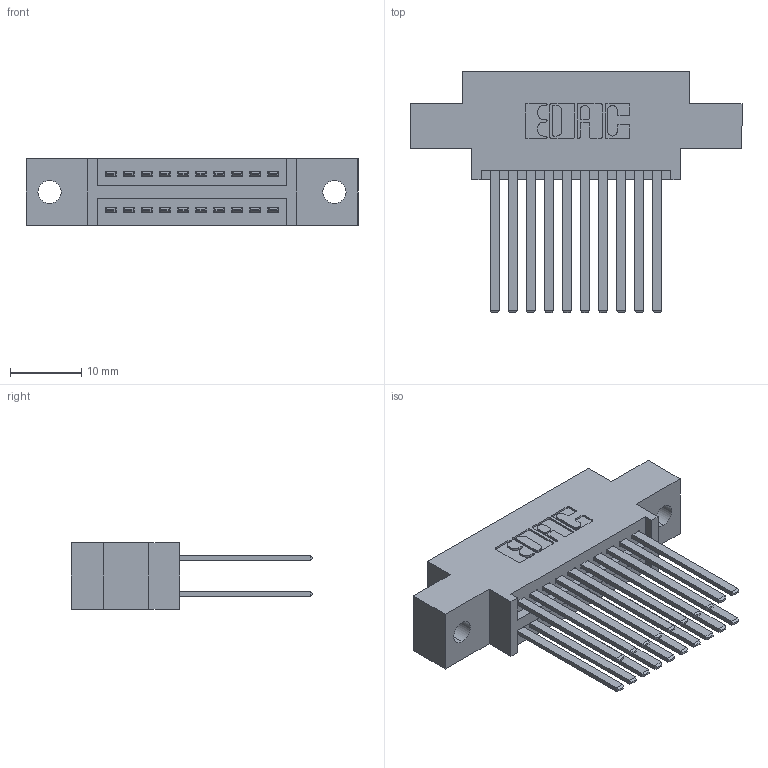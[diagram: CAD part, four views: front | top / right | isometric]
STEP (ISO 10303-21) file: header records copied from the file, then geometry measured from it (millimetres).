
FILE_DESCRIPTION (( 'STEP AP203' ), '1' );
FILE_NAME ('345-020-544-802.STEP', '2019-10-27T08:55:01', ( '' ), ( '' ), 'SwSTEP 2.0', 'SolidWorks 2016', '' );
FILE_SCHEMA (( 'CONFIG_CONTROL_DESIGN' ));
Length unit declared in the file: inch
Products named in the file (3): 345-020-544-802; 345-292-001_345-293-144; 345 Part_0.170 Offset - 0.128 Dia
Assembly tree (21 placements, depth 2):
  345-020-544-802
    345 Part_0.170 Offset - 0.128 Dia
    345-292-001_345-293-144  x20
Bounding box: 46.61 x 33.96 x 9.4 mm (x, y, z)
Volume: 4360.9 mm3; surface area: 6518.8 mm2
Topology: 21 solids, 21 shells, 1010 faces, 2973 edges, 1954 vertices
Faces by surface type: plane 664, cylinder 346
Entity records: 12105 total; most frequent: CARTESIAN_POINT 2060, ORIENTED_EDGE 1994, DIRECTION 1853, EDGE_CURVE 997, VECTOR 829, LINE 829, VERTEX_POINT 662, AXIS2_PLACEMENT_3D 512
